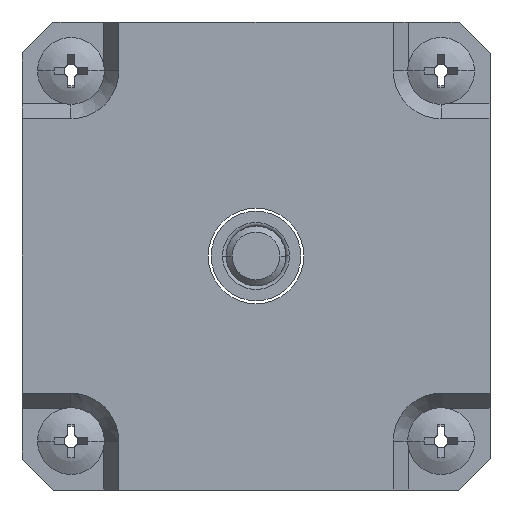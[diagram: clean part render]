
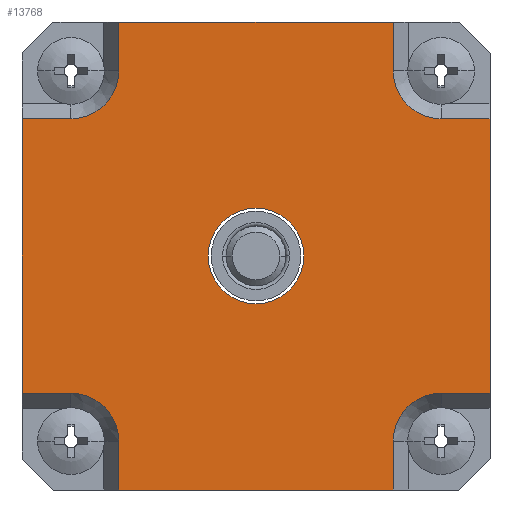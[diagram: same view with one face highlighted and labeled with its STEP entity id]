
A CAD part, front view. The second image highlights one B-rep face of the part: STEP entity #13768.
In plain terms, the highlighted planar face has unit normal (0, -1, 0).
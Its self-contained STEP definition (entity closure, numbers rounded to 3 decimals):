
#12795=CARTESIAN_POINT('',(15.5,-2.8,-15.5));
#12796=DIRECTION('',(0.,-1.,0.));
#12797=DIRECTION('',(0.,0.,1.));
#12798=AXIS2_PLACEMENT_3D('',#12795,#12796,#12797);
#12800=DIRECTION('',(0.,0.,-1.));
#12801=VECTOR('',#12800,4.101);
#12802=CARTESIAN_POINT('',(11.5,-2.8,-15.5));
#12803=LINE('',#12802,#12801);
#12804=DIRECTION('',(1.,0.,0.));
#12805=VECTOR('',#12804,23.);
#12806=CARTESIAN_POINT('',(-11.5,-2.8,-19.601));
#12807=LINE('',#12806,#12805);
#12808=DIRECTION('',(0.,0.,1.));
#12809=VECTOR('',#12808,4.101);
#12810=CARTESIAN_POINT('',(-11.5,-2.8,-19.601));
#12811=LINE('',#12810,#12809);
#12812=CARTESIAN_POINT('',(-15.5,-2.8,-15.5));
#12813=DIRECTION('',(0.,-1.,0.));
#12814=DIRECTION('',(1.,0.,0.));
#12815=AXIS2_PLACEMENT_3D('',#12812,#12813,#12814);
#12817=DIRECTION('',(-1.,0.,0.));
#12818=VECTOR('',#12817,4.101);
#12819=CARTESIAN_POINT('',(-15.5,-2.8,-11.5));
#12820=LINE('',#12819,#12818);
#12821=DIRECTION('',(0.,0.,-1.));
#12822=VECTOR('',#12821,23.);
#12823=CARTESIAN_POINT('',(-19.601,-2.8,11.5));
#12824=LINE('',#12823,#12822);
#12825=DIRECTION('',(1.,0.,0.));
#12826=VECTOR('',#12825,4.101);
#12827=CARTESIAN_POINT('',(-19.601,-2.8,11.5));
#12828=LINE('',#12827,#12826);
#12829=CARTESIAN_POINT('',(-15.5,-2.8,15.5));
#12830=DIRECTION('',(0.,-1.,0.));
#12831=DIRECTION('',(0.,0.,-1.));
#12832=AXIS2_PLACEMENT_3D('',#12829,#12830,#12831);
#12834=DIRECTION('',(0.,0.,1.));
#12835=VECTOR('',#12834,4.101);
#12836=CARTESIAN_POINT('',(-11.5,-2.8,15.5));
#12837=LINE('',#12836,#12835);
#12838=DIRECTION('',(-1.,0.,0.));
#12839=VECTOR('',#12838,23.);
#12840=CARTESIAN_POINT('',(11.5,-2.8,19.601));
#12841=LINE('',#12840,#12839);
#12842=DIRECTION('',(0.,0.,-1.));
#12843=VECTOR('',#12842,4.101);
#12844=CARTESIAN_POINT('',(11.5,-2.8,19.601));
#12845=LINE('',#12844,#12843);
#12846=CARTESIAN_POINT('',(15.5,-2.8,15.5));
#12847=DIRECTION('',(0.,-1.,0.));
#12848=DIRECTION('',(-1.,0.,0.));
#12849=AXIS2_PLACEMENT_3D('',#12846,#12847,#12848);
#12851=DIRECTION('',(1.,0.,0.));
#12852=VECTOR('',#12851,4.101);
#12853=CARTESIAN_POINT('',(15.5,-2.8,11.5));
#12854=LINE('',#12853,#12852);
#12855=DIRECTION('',(0.,0.,1.));
#12856=VECTOR('',#12855,23.);
#12857=CARTESIAN_POINT('',(19.601,-2.8,-11.5));
#12858=LINE('',#12857,#12856);
#12859=DIRECTION('',(-1.,0.,0.));
#12860=VECTOR('',#12859,4.101);
#12861=CARTESIAN_POINT('',(19.601,-2.8,-11.5));
#12862=LINE('',#12861,#12860);
#12863=CARTESIAN_POINT('',(0.,-2.8,0.));
#12864=DIRECTION('',(0.,-1.,0.));
#12865=DIRECTION('',(0.,0.,-1.));
#12866=AXIS2_PLACEMENT_3D('',#12863,#12864,#12865);
#12868=CARTESIAN_POINT('',(0.,-2.8,0.));
#12869=DIRECTION('',(0.,-1.,0.));
#12870=DIRECTION('',(0.,0.,1.));
#12871=AXIS2_PLACEMENT_3D('',#12868,#12869,#12870);
#12911=CARTESIAN_POINT('',(-11.5,-2.8,-15.5));
#12912=CARTESIAN_POINT('',(-15.5,-2.8,-11.5));
#12913=VERTEX_POINT('',#12911);
#12914=VERTEX_POINT('',#12912);
#12915=CARTESIAN_POINT('',(-19.601,-2.8,-11.5));
#12916=VERTEX_POINT('',#12915);
#12917=CARTESIAN_POINT('',(-11.5,-2.8,-19.601));
#12918=VERTEX_POINT('',#12917);
#12927=CARTESIAN_POINT('',(-15.5,-2.8,11.5));
#12928=CARTESIAN_POINT('',(-11.5,-2.8,15.5));
#12929=VERTEX_POINT('',#12927);
#12930=VERTEX_POINT('',#12928);
#12931=CARTESIAN_POINT('',(-11.5,-2.8,19.601));
#12932=VERTEX_POINT('',#12931);
#12933=CARTESIAN_POINT('',(-19.601,-2.8,11.5));
#12934=VERTEX_POINT('',#12933);
#12943=CARTESIAN_POINT('',(11.5,-2.8,15.5));
#12944=CARTESIAN_POINT('',(15.5,-2.8,11.5));
#12945=VERTEX_POINT('',#12943);
#12946=VERTEX_POINT('',#12944);
#12947=CARTESIAN_POINT('',(19.601,-2.8,11.5));
#12948=VERTEX_POINT('',#12947);
#12949=CARTESIAN_POINT('',(11.5,-2.8,19.601));
#12950=VERTEX_POINT('',#12949);
#12959=CARTESIAN_POINT('',(15.5,-2.8,-11.5));
#12960=CARTESIAN_POINT('',(11.5,-2.8,-15.5));
#12961=VERTEX_POINT('',#12959);
#12962=VERTEX_POINT('',#12960);
#12963=CARTESIAN_POINT('',(11.5,-2.8,-19.601));
#12964=VERTEX_POINT('',#12963);
#12965=CARTESIAN_POINT('',(19.601,-2.8,-11.5));
#12966=VERTEX_POINT('',#12965);
#13107=CARTESIAN_POINT('',(0.,-2.8,-4.));
#13108=CARTESIAN_POINT('',(0.,-2.8,4.));
#13109=VERTEX_POINT('',#13107);
#13110=VERTEX_POINT('',#13108);
#13727=CARTESIAN_POINT('',(0.,-2.8,0.));
#13728=DIRECTION('',(0.,-1.,0.));
#13729=DIRECTION('',(1.,0.,0.));
#13730=AXIS2_PLACEMENT_3D('',#13727,#13728,#13729);
#13731=PLANE('',#13730);
#13733=ORIENTED_EDGE('',*,*,#13732,.T.);
#13735=ORIENTED_EDGE('',*,*,#13734,.T.);
#13736=ORIENTED_EDGE('',*,*,#13494,.F.);
#13738=ORIENTED_EDGE('',*,*,#13737,.T.);
#13740=ORIENTED_EDGE('',*,*,#13739,.T.);
#13742=ORIENTED_EDGE('',*,*,#13741,.T.);
#13743=ORIENTED_EDGE('',*,*,#13637,.F.);
#13745=ORIENTED_EDGE('',*,*,#13744,.T.);
#13747=ORIENTED_EDGE('',*,*,#13746,.T.);
#13749=ORIENTED_EDGE('',*,*,#13748,.T.);
#13750=ORIENTED_EDGE('',*,*,#13253,.F.);
#13752=ORIENTED_EDGE('',*,*,#13751,.T.);
#13754=ORIENTED_EDGE('',*,*,#13753,.T.);
#13756=ORIENTED_EDGE('',*,*,#13755,.T.);
#13757=ORIENTED_EDGE('',*,*,#13383,.F.);
#13759=ORIENTED_EDGE('',*,*,#13758,.T.);
#13760=EDGE_LOOP('',(#13733,#13735,#13736,#13738,#13740,#13742,#13743,#13745,
#13747,#13749,#13750,#13752,#13754,#13756,#13757,#13759));
#13761=FACE_OUTER_BOUND('',#13760,.F.);
#13763=ORIENTED_EDGE('',*,*,#13762,.T.);
#13765=ORIENTED_EDGE('',*,*,#13764,.T.);
#13766=EDGE_LOOP('',(#13763,#13765));
#13767=FACE_BOUND('',#13766,.F.);
#13768=ADVANCED_FACE('',(#13761,#13767),#13731,.T.);
#12799=CIRCLE('',#12798,4.);
#12816=CIRCLE('',#12815,4.);
#12833=CIRCLE('',#12832,4.);
#12850=CIRCLE('',#12849,4.);
#12867=CIRCLE('',#12866,4.);
#12872=CIRCLE('',#12871,4.);
#13253=EDGE_CURVE('',#12950,#12932,#12841,.T.);
#13383=EDGE_CURVE('',#12966,#12948,#12858,.T.);
#13494=EDGE_CURVE('',#12918,#12964,#12807,.T.);
#13637=EDGE_CURVE('',#12934,#12916,#12824,.T.);
#13732=EDGE_CURVE('',#12961,#12962,#12799,.T.);
#13734=EDGE_CURVE('',#12962,#12964,#12803,.T.);
#13737=EDGE_CURVE('',#12918,#12913,#12811,.T.);
#13739=EDGE_CURVE('',#12913,#12914,#12816,.T.);
#13741=EDGE_CURVE('',#12914,#12916,#12820,.T.);
#13744=EDGE_CURVE('',#12934,#12929,#12828,.T.);
#13746=EDGE_CURVE('',#12929,#12930,#12833,.T.);
#13748=EDGE_CURVE('',#12930,#12932,#12837,.T.);
#13751=EDGE_CURVE('',#12950,#12945,#12845,.T.);
#13753=EDGE_CURVE('',#12945,#12946,#12850,.T.);
#13755=EDGE_CURVE('',#12946,#12948,#12854,.T.);
#13758=EDGE_CURVE('',#12966,#12961,#12862,.T.);
#13762=EDGE_CURVE('',#13109,#13110,#12867,.T.);
#13764=EDGE_CURVE('',#13110,#13109,#12872,.T.);
